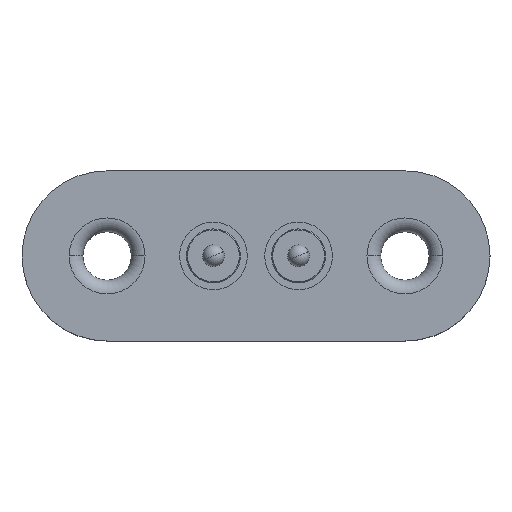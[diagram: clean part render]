
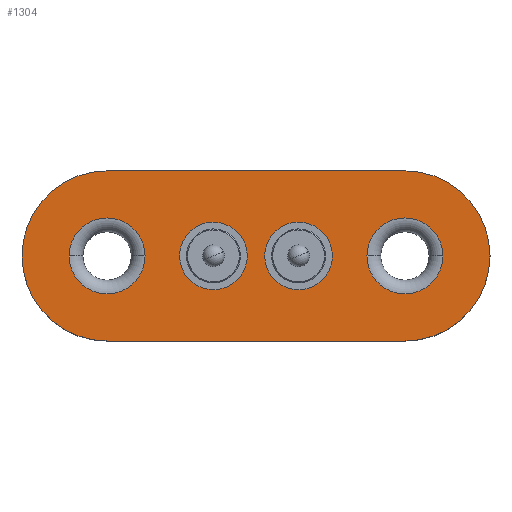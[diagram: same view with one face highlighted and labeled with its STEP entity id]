
A CAD part, top view. The second image highlights one B-rep face of the part: STEP entity #1304.
In plain terms, the highlighted planar face has unit normal (0, 0, 1).
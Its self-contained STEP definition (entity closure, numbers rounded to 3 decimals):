
#17 = ORIENTED_EDGE ( 'NONE', *, *, #1913, .F. ) ;
#33 = DIRECTION ( 'NONE',  ( 0., 0., -1. ) ) ;
#72 = ORIENTED_EDGE ( 'NONE', *, *, #976, .T. ) ;
#76 = VERTEX_POINT ( 'NONE', #1283 ) ;
#85 = VECTOR ( 'NONE', #1836, 1000. ) ;
#125 = EDGE_CURVE ( 'NONE', #2013, #1081, #1224, .T. ) ;
#137 = DIRECTION ( 'NONE',  ( 0., 0., 1. ) ) ;
#141 = DIRECTION ( 'NONE',  ( -1., 0., 0. ) ) ;
#149 = EDGE_LOOP ( 'NONE', ( #843, #846 ) ) ;
#151 = VERTEX_POINT ( 'NONE', #1378 ) ;
#178 = CARTESIAN_POINT ( 'NONE',  ( -2., -4., 3.76 ) ) ;
#180 = ORIENTED_EDGE ( 'NONE', *, *, #125, .T. ) ;
#190 = AXIS2_PLACEMENT_3D ( 'NONE', #1911, #418, #744 ) ;
#194 = VERTEX_POINT ( 'NONE', #696 ) ;
#233 = DIRECTION ( 'NONE',  ( 0., 0., -1. ) ) ;
#244 = VERTEX_POINT ( 'NONE', #1916 ) ;
#286 = CARTESIAN_POINT ( 'NONE',  ( -2., -4., 3.76 ) ) ;
#292 = AXIS2_PLACEMENT_3D ( 'NONE', #613, #1094, #447 ) ;
#296 = EDGE_CURVE ( 'NONE', #244, #194, #1334, .T. ) ;
#298 = AXIS2_PLACEMENT_3D ( 'NONE', #448, #1118, #2016 ) ;
#348 = VERTEX_POINT ( 'NONE', #662 ) ;
#357 = CARTESIAN_POINT ( 'NONE',  ( 7., 0., 3.76 ) ) ;
#372 = CARTESIAN_POINT ( 'NONE',  ( 7., -4., 3.76 ) ) ;
#381 = CARTESIAN_POINT ( 'NONE',  ( 7., -4., 3.76 ) ) ;
#398 = AXIS2_PLACEMENT_3D ( 'NONE', #178, #655, #501 ) ;
#404 = ORIENTED_EDGE ( 'NONE', *, *, #703, .T. ) ;
#418 = DIRECTION ( 'NONE',  ( 0., 0., 1. ) ) ;
#424 = EDGE_CURVE ( 'NONE', #1883, #1266, #2134, .T. ) ;
#447 = DIRECTION ( 'NONE',  ( 1., 0., 0. ) ) ;
#448 = CARTESIAN_POINT ( 'NONE',  ( 7., -4., 3.76 ) ) ;
#462 = EDGE_LOOP ( 'NONE', ( #1394, #1890 ) ) ;
#470 = DIRECTION ( 'NONE',  ( -1., 0., 0. ) ) ;
#477 = CARTESIAN_POINT ( 'NONE',  ( 2., -4., 3.76 ) ) ;
#501 = DIRECTION ( 'NONE',  ( -1., 0., 0. ) ) ;
#532 = DIRECTION ( 'NONE',  ( 1., 0., 0. ) ) ;
#533 = VERTEX_POINT ( 'NONE', #357 ) ;
#536 = ORIENTED_EDGE ( 'NONE', *, *, #767, .F. ) ;
#537 = CARTESIAN_POINT ( 'NONE',  ( -7., -8., 3.76 ) ) ;
#564 = CARTESIAN_POINT ( 'NONE',  ( 7., -8., 3.76 ) ) ;
#592 = CARTESIAN_POINT ( 'NONE',  ( -7., -4., 3.76 ) ) ;
#594 = FACE_BOUND ( 'NONE', #462, .T. ) ;
#613 = CARTESIAN_POINT ( 'NONE',  ( 0., 0., 3.76 ) ) ;
#655 = DIRECTION ( 'NONE',  ( 0., 0., 1. ) ) ;
#662 = CARTESIAN_POINT ( 'NONE',  ( 5.215, -4., 3.76 ) ) ;
#672 = CIRCLE ( 'NONE', #298, 1.785 ) ;
#696 = CARTESIAN_POINT ( 'NONE',  ( -5.215, -4., 3.76 ) ) ;
#703 = EDGE_CURVE ( 'NONE', #1228, #533, #1400, .T. ) ;
#744 = DIRECTION ( 'NONE',  ( -1., 0., 0. ) ) ;
#761 = AXIS2_PLACEMENT_3D ( 'NONE', #592, #137, #470 ) ;
#767 = EDGE_CURVE ( 'NONE', #2013, #1072, #928, .T. ) ;
#779 = CIRCLE ( 'NONE', #1921, 4. ) ;
#797 = ORIENTED_EDGE ( 'NONE', *, *, #1414, .T. ) ;
#817 = AXIS2_PLACEMENT_3D ( 'NONE', #372, #874, #1437 ) ;
#819 = CARTESIAN_POINT ( 'NONE',  ( 3.195, -4., 3.76 ) ) ;
#843 = ORIENTED_EDGE ( 'NONE', *, *, #296, .F. ) ;
#846 = ORIENTED_EDGE ( 'NONE', *, *, #1211, .F. ) ;
#851 = EDGE_CURVE ( 'NONE', #533, #1272, #1061, .T. ) ;
#859 = DIRECTION ( 'NONE',  ( 1., 0., 0. ) ) ;
#874 = DIRECTION ( 'NONE',  ( 0., 0., 1. ) ) ;
#901 = DIRECTION ( 'NONE',  ( -1., 0., 0. ) ) ;
#914 = CARTESIAN_POINT ( 'NONE',  ( -0.805, -4., 3.76 ) ) ;
#928 = CIRCLE ( 'NONE', #1432, 4. ) ;
#947 = FACE_BOUND ( 'NONE', #1821, .T. ) ;
#965 = DIRECTION ( 'NONE',  ( -1., 0., 0. ) ) ;
#972 = ORIENTED_EDGE ( 'NONE', *, *, #851, .T. ) ;
#976 = EDGE_CURVE ( 'NONE', #348, #151, #672, .T. ) ;
#1061 = LINE ( 'NONE', #1718, #1790 ) ;
#1070 = DIRECTION ( 'NONE',  ( 0., 0., -1. ) ) ;
#1072 = VERTEX_POINT ( 'NONE', #1579 ) ;
#1081 = VERTEX_POINT ( 'NONE', #564 ) ;
#1094 = DIRECTION ( 'NONE',  ( 0., 0., 1. ) ) ;
#1110 = EDGE_CURVE ( 'NONE', #1657, #76, #1749, .T. ) ;
#1117 = PLANE ( 'NONE',  #292 ) ;
#1118 = DIRECTION ( 'NONE',  ( 0., 0., -1. ) ) ;
#1129 = DIRECTION ( 'NONE',  ( 0., 0., 1. ) ) ;
#1130 = CIRCLE ( 'NONE', #1719, 1.785 ) ;
#1136 = CIRCLE ( 'NONE', #190, 1.785 ) ;
#1141 = DIRECTION ( 'NONE',  ( 0., 0., -1. ) ) ;
#1187 = ORIENTED_EDGE ( 'NONE', *, *, #1587, .F. ) ;
#1188 = DIRECTION ( 'NONE',  ( -1., 0., 0. ) ) ;
#1211 = EDGE_CURVE ( 'NONE', #194, #244, #1136, .T. ) ;
#1224 = LINE ( 'NONE', #1980, #85 ) ;
#1228 = VERTEX_POINT ( 'NONE', #1461 ) ;
#1266 = VERTEX_POINT ( 'NONE', #914 ) ;
#1272 = VERTEX_POINT ( 'NONE', #2108 ) ;
#1280 = FACE_BOUND ( 'NONE', #1775, .T. ) ;
#1283 = CARTESIAN_POINT ( 'NONE',  ( 0.805, -4., 3.76 ) ) ;
#1293 = CARTESIAN_POINT ( 'NONE',  ( -7., -4., 3.76 ) ) ;
#1304 = ADVANCED_FACE ( 'NONE', ( #594, #1280, #1933, #947, #1592 ), #1117, .T. ) ;
#1334 = CIRCLE ( 'NONE', #761, 1.785 ) ;
#1351 = AXIS2_PLACEMENT_3D ( 'NONE', #1850, #1070, #532 ) ;
#1378 = CARTESIAN_POINT ( 'NONE',  ( 8.785, -4., 3.76 ) ) ;
#1394 = ORIENTED_EDGE ( 'NONE', *, *, #1766, .T. ) ;
#1396 = CARTESIAN_POINT ( 'NONE',  ( 7., -4., 3.76 ) ) ;
#1400 = CIRCLE ( 'NONE', #817, 4. ) ;
#1414 = EDGE_CURVE ( 'NONE', #151, #348, #1130, .T. ) ;
#1432 = AXIS2_PLACEMENT_3D ( 'NONE', #1293, #1651, #965 ) ;
#1437 = DIRECTION ( 'NONE',  ( 1., 0., 0. ) ) ;
#1461 = CARTESIAN_POINT ( 'NONE',  ( 11., -4., 3.76 ) ) ;
#1503 = EDGE_CURVE ( 'NONE', #1081, #1228, #779, .T. ) ;
#1579 = CARTESIAN_POINT ( 'NONE',  ( -11., -4., 3.76 ) ) ;
#1583 = DIRECTION ( 'NONE',  ( 1., 0., 0. ) ) ;
#1587 = EDGE_CURVE ( 'NONE', #1266, #1883, #2075, .T. ) ;
#1590 = ORIENTED_EDGE ( 'NONE', *, *, #424, .F. ) ;
#1592 = FACE_BOUND ( 'NONE', #149, .T. ) ;
#1651 = DIRECTION ( 'NONE',  ( 0., 0., -1. ) ) ;
#1657 = VERTEX_POINT ( 'NONE', #819 ) ;
#1705 = ORIENTED_EDGE ( 'NONE', *, *, #1503, .T. ) ;
#1718 = CARTESIAN_POINT ( 'NONE',  ( 0., 0., 3.76 ) ) ;
#1719 = AXIS2_PLACEMENT_3D ( 'NONE', #381, #233, #1583 ) ;
#1748 = AXIS2_PLACEMENT_3D ( 'NONE', #1989, #33, #1188 ) ;
#1749 = CIRCLE ( 'NONE', #1351, 1.195 ) ;
#1766 = EDGE_CURVE ( 'NONE', #76, #1657, #1779, .T. ) ;
#1775 = EDGE_LOOP ( 'NONE', ( #797, #72 ) ) ;
#1779 = CIRCLE ( 'NONE', #2115, 1.195 ) ;
#1790 = VECTOR ( 'NONE', #901, 1000. ) ;
#1821 = EDGE_LOOP ( 'NONE', ( #1187, #1590 ) ) ;
#1836 = DIRECTION ( 'NONE',  ( 1., 0., 0. ) ) ;
#1850 = CARTESIAN_POINT ( 'NONE',  ( 2., -4., 3.76 ) ) ;
#1861 = CARTESIAN_POINT ( 'NONE',  ( -3.195, -4., 3.76 ) ) ;
#1883 = VERTEX_POINT ( 'NONE', #1861 ) ;
#1890 = ORIENTED_EDGE ( 'NONE', *, *, #1110, .T. ) ;
#1892 = DIRECTION ( 'NONE',  ( 0., 0., 1. ) ) ;
#1911 = CARTESIAN_POINT ( 'NONE',  ( -7., -4., 3.76 ) ) ;
#1913 = EDGE_CURVE ( 'NONE', #1072, #1272, #1925, .T. ) ;
#1916 = CARTESIAN_POINT ( 'NONE',  ( -8.785, -4., 3.76 ) ) ;
#1921 = AXIS2_PLACEMENT_3D ( 'NONE', #1396, #1892, #859 ) ;
#1925 = CIRCLE ( 'NONE', #1748, 4. ) ;
#1933 = FACE_OUTER_BOUND ( 'NONE', #2031, .T. ) ;
#1978 = AXIS2_PLACEMENT_3D ( 'NONE', #286, #1129, #141 ) ;
#1980 = CARTESIAN_POINT ( 'NONE',  ( 0., -8., 3.76 ) ) ;
#1989 = CARTESIAN_POINT ( 'NONE',  ( -7., -4., 3.76 ) ) ;
#2013 = VERTEX_POINT ( 'NONE', #537 ) ;
#2016 = DIRECTION ( 'NONE',  ( 1., 0., 0. ) ) ;
#2031 = EDGE_LOOP ( 'NONE', ( #180, #1705, #404, #972, #17, #536 ) ) ;
#2075 = CIRCLE ( 'NONE', #398, 1.195 ) ;
#2108 = CARTESIAN_POINT ( 'NONE',  ( -7., 0., 3.76 ) ) ;
#2115 = AXIS2_PLACEMENT_3D ( 'NONE', #477, #1141, #2167 ) ;
#2134 = CIRCLE ( 'NONE', #1978, 1.195 ) ;
#2167 = DIRECTION ( 'NONE',  ( 1., 0., 0. ) ) ;
